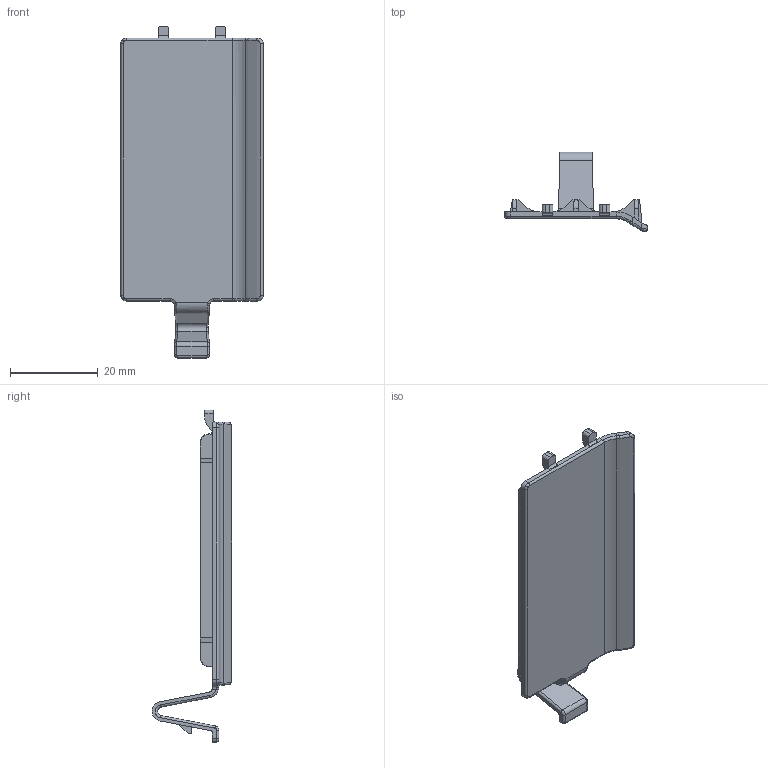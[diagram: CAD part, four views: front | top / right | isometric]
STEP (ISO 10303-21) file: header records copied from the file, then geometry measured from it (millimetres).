
FILE_DESCRIPTION (( 'STEP AP214' ), '1' );
FILE_NAME ('TT-120-A_ADA_BASE_BATTERY_COVER.STEP', '2015-01-22T15:07:41', ( '' ), ( '' ), 'SwSTEP 2.0', 'SolidWorks 2014', '' );
FILE_SCHEMA (( 'AUTOMOTIVE_DESIGN' ));
Length unit declared in the file: millimetre
Products named in the file (1): TT-120-A_ADA_BASE_BATTERY_COVER
Bounding box: 32.5 x 18.21 x 75.75 mm (x, y, z)
Volume: 3920.4 mm3; surface area: 6020.2 mm2
Topology: 1 solids, 1 shells, 174 faces, 469 edges, 300 vertices
Faces by surface type: plane 88, cylinder 55, bspline 31
Entity records: 5938 total; most frequent: CARTESIAN_POINT 1836, ORIENTED_EDGE 938, DIRECTION 749, EDGE_CURVE 469, VERTEX_POINT 300, LINE 291, VECTOR 291, AXIS2_PLACEMENT_3D 229
